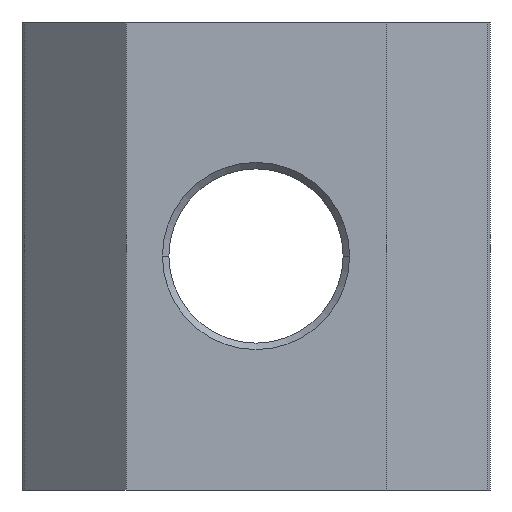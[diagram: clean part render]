
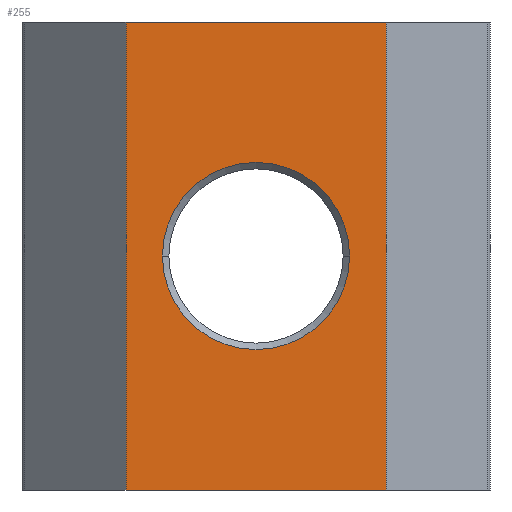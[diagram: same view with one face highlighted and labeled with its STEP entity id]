
A CAD part, front view. The second image highlights one B-rep face of the part: STEP entity #255.
In plain terms, the highlighted planar face has unit normal (0, -1, 0).
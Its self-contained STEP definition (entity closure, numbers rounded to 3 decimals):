
#14 = EDGE_CURVE ( 'NONE', #384, #320, #366, .T. ) ;
#36 = DIRECTION ( 'NONE',  ( 1., 0., 0. ) ) ;
#39 = DIRECTION ( 'NONE',  ( -1., 0., 0. ) ) ;
#48 = DIRECTION ( 'NONE',  ( 0., 0., -1. ) ) ;
#50 = DIRECTION ( 'NONE',  ( 0., 1., 0. ) ) ;
#68 = CARTESIAN_POINT ( 'NONE',  ( -5., -4.5, 9. ) ) ;
#87 = LINE ( 'NONE', #68, #254 ) ;
#91 = DIRECTION ( 'NONE',  ( -1., 0., 0. ) ) ;
#112 = EDGE_CURVE ( 'NONE', #844, #364, #87, .T. ) ;
#155 = VECTOR ( 'NONE', #36, 1000. ) ;
#163 = CARTESIAN_POINT ( 'NONE',  ( -5., -4.5, 9. ) ) ;
#222 = ORIENTED_EDGE ( 'NONE', *, *, #14, .T. ) ;
#235 = CARTESIAN_POINT ( 'NONE',  ( 0., -4.5, 0. ) ) ;
#245 = CARTESIAN_POINT ( 'NONE',  ( 5., -4.5, 9. ) ) ;
#246 = CARTESIAN_POINT ( 'NONE',  ( -3.6, -4.5, 0. ) ) ;
#254 = VECTOR ( 'NONE', #48, 1000. ) ;
#255 = ADVANCED_FACE ( 'NONE', ( #355, #337 ), #750, .F. ) ;
#259 = ORIENTED_EDGE ( 'NONE', *, *, #873, .T. ) ;
#264 = EDGE_CURVE ( 'NONE', #844, #678, #619, .T. ) ;
#282 = DIRECTION ( 'NONE',  ( -1., 0., 0. ) ) ;
#289 = CIRCLE ( 'NONE', #655, 3.6 ) ;
#291 = CARTESIAN_POINT ( 'NONE',  ( 0., -4.5, 0. ) ) ;
#295 = EDGE_LOOP ( 'NONE', ( #259, #424, #672, #676 ) ) ;
#296 = DIRECTION ( 'NONE',  ( 0., 1., 0. ) ) ;
#309 = DIRECTION ( 'NONE',  ( 0., 1., 0. ) ) ;
#311 = EDGE_CURVE ( 'NONE', #320, #384, #289, .T. ) ;
#320 = VERTEX_POINT ( 'NONE', #246 ) ;
#332 = CARTESIAN_POINT ( 'NONE',  ( 5., -4.5, 9. ) ) ;
#337 = FACE_OUTER_BOUND ( 'NONE', #295, .T. ) ;
#355 = FACE_BOUND ( 'NONE', #540, .T. ) ;
#362 = CARTESIAN_POINT ( 'NONE',  ( -5., -4.5, -9. ) ) ;
#364 = VERTEX_POINT ( 'NONE', #362 ) ;
#366 = CIRCLE ( 'NONE', #872, 3.6 ) ;
#371 = CARTESIAN_POINT ( 'NONE',  ( 5., -4.5, -9. ) ) ;
#384 = VERTEX_POINT ( 'NONE', #518 ) ;
#404 = LINE ( 'NONE', #636, #683 ) ;
#424 = ORIENTED_EDGE ( 'NONE', *, *, #516, .F. ) ;
#436 = LINE ( 'NONE', #371, #155 ) ;
#502 = VECTOR ( 'NONE', #758, 1000. ) ;
#515 = ORIENTED_EDGE ( 'NONE', *, *, #311, .T. ) ;
#516 = EDGE_CURVE ( 'NONE', #678, #608, #404, .T. ) ;
#518 = CARTESIAN_POINT ( 'NONE',  ( 3.6, -4.5, 0. ) ) ;
#540 = EDGE_LOOP ( 'NONE', ( #222, #515 ) ) ;
#608 = VERTEX_POINT ( 'NONE', #732 ) ;
#617 = DIRECTION ( 'NONE',  ( 0., 0., -1. ) ) ;
#619 = LINE ( 'NONE', #332, #502 ) ;
#636 = CARTESIAN_POINT ( 'NONE',  ( 5., -4.5, 9. ) ) ;
#655 = AXIS2_PLACEMENT_3D ( 'NONE', #291, #50, #91 ) ;
#670 = AXIS2_PLACEMENT_3D ( 'NONE', #827, #296, #39 ) ;
#672 = ORIENTED_EDGE ( 'NONE', *, *, #264, .F. ) ;
#676 = ORIENTED_EDGE ( 'NONE', *, *, #112, .T. ) ;
#678 = VERTEX_POINT ( 'NONE', #245 ) ;
#683 = VECTOR ( 'NONE', #617, 1000. ) ;
#732 = CARTESIAN_POINT ( 'NONE',  ( 5., -4.5, -9. ) ) ;
#750 = PLANE ( 'NONE',  #670 ) ;
#758 = DIRECTION ( 'NONE',  ( 1., 0., 0. ) ) ;
#827 = CARTESIAN_POINT ( 'NONE',  ( 5., -4.5, 9. ) ) ;
#844 = VERTEX_POINT ( 'NONE', #163 ) ;
#872 = AXIS2_PLACEMENT_3D ( 'NONE', #235, #309, #282 ) ;
#873 = EDGE_CURVE ( 'NONE', #364, #608, #436, .T. ) ;
